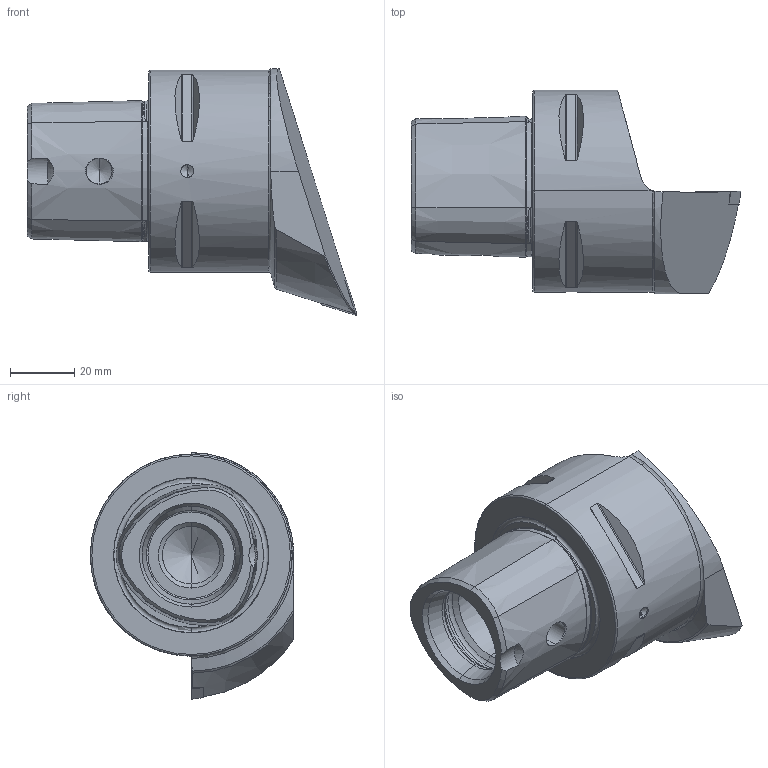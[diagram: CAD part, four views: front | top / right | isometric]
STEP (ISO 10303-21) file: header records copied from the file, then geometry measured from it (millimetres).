
FILE_DESCRIPTION (( 'STEP AP203' ), '1' );
FILE_NAME ('PS6-KDB.RHA.065.STEP', '2012-04-16T08:35:16', ( 'SwiAdmin' ), ( '' ), 'SwSTEP 2.0', 'SolidWorks 2012', '' );
FILE_SCHEMA (( 'CONFIG_CONTROL_DESIGN' ));
Length unit declared in the file: millimetre
Products named in the file (5): WCB-ER2.001.009_A; DCMT11T304; PS6-KDB.RHA.065_A; PS6-KDB.RHA.065; KVT_MB_600_060
Assembly tree (4 placements, depth 2):
  PS6-KDB.RHA.065
    PS6-KDB.RHA.065_A
    DCMT11T304
    WCB-ER2.001.009_A
    KVT_MB_600_060
Bounding box: 103 x 63.5 x 77 mm (x, y, z)
Volume: 155341.1 mm3; surface area: 27707.6 mm2
Topology: 5 solids, 5 shells, 267 faces, 646 edges, 383 vertices
Faces by surface type: cone 95, cylinder 65, plane 49, torus 37, bspline 17, sphere 4
Entity records: 9299 total; most frequent: CARTESIAN_POINT 2912, ORIENTED_EDGE 1254, DIRECTION 1205, EDGE_CURVE 627, AXIS2_PLACEMENT_3D 498, VERTEX_POINT 380, EDGE_LOOP 285, FACE_OUTER_BOUND 267
